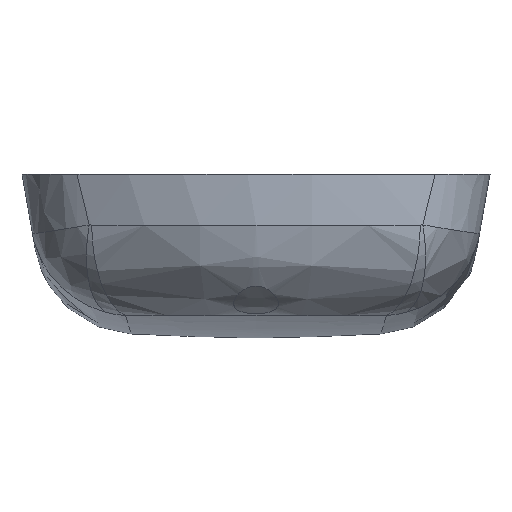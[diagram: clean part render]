
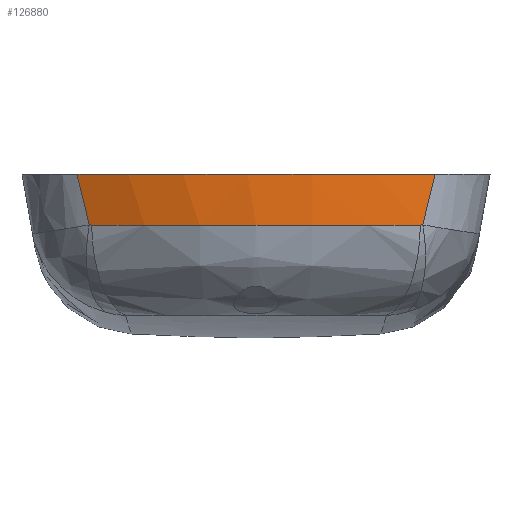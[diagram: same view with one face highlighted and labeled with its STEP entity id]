
A CAD part, left-side view. The second image highlights one B-rep face of the part: STEP entity #126880.
In plain terms, the highlighted conical face has half-angle 1 degrees and reference radius 79.956 mm.
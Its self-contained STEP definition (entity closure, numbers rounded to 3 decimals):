
#1428 = CARTESIAN_POINT ( 'NONE',  ( -75.84, 26.179, 10.5 ) ) ;
#2719 = EDGE_CURVE ( 'NONE', #64878, #17672, #38286, .T. ) ;
#4109 = CARTESIAN_POINT ( 'NONE',  ( -70.212, 38.252, 10.5 ) ) ;
#4156 = CARTESIAN_POINT ( 'NONE',  ( -71.446, -35.469, -0.379 ) ) ;
#4347 = ORIENTED_EDGE ( 'NONE', *, *, #31697, .F. ) ;
#7758 = AXIS2_PLACEMENT_3D ( 'NONE', #101877, #91340, #94103 ) ;
#11920 = CARTESIAN_POINT ( 'NONE',  ( -79.956, 6.648, 10.5 ) ) ;
#12616 = CARTESIAN_POINT ( 'NONE',  ( -70.212, 38.252, 10.5 ) ) ;
#15477 = CARTESIAN_POINT ( 'NONE',  ( -70.212, 38.252, 10.5 ) ) ;
#15855 = B_SPLINE_CURVE_WITH_KNOTS ( 'NONE', 3,
 ( #65295, #44916, #99687, #108821, #108135, #11920, #97592, #1428, #44213, #12616 ),
 .UNSPECIFIED., .F., .F.,
 ( 4, 2, 2, 2, 4 ),
 ( 0., 0.25, 0.5, 0.75, 1. ),
 .UNSPECIFIED. ) ;
#17672 = VERTEX_POINT ( 'NONE', #130397 ) ;
#22487 = VERTEX_POINT ( 'NONE', #15477 ) ;
#31015 = AXIS2_PLACEMENT_3D ( 'NONE', #42230, #106858, #105493 ) ;
#31697 = EDGE_CURVE ( 'NONE', #47870, #64878, #55370, .T. ) ;
#33405 = VERTEX_POINT ( 'NONE', #122911 ) ;
#33475 = CARTESIAN_POINT ( 'NONE',  ( -70.212, -38.252, 10.5 ) ) ;
#38286 = B_SPLINE_CURVE_WITH_KNOTS ( 'NONE', 3,
 ( #111534, #4156, #77852, #47631 ),
 .UNSPECIFIED., .F., .F.,
 ( 4, 4 ),
 ( 0., 1. ),
 .UNSPECIFIED. ) ;
#41745 = CARTESIAN_POINT ( 'NONE',  ( -71.359, -35.645, -0.35 ) ) ;
#42230 = CARTESIAN_POINT ( 'NONE',  ( 0., 0., 10.5 ) ) ;
#44213 = CARTESIAN_POINT ( 'NONE',  ( -73.392, 32.414, 10.5 ) ) ;
#44916 = CARTESIAN_POINT ( 'NONE',  ( -73.392, -32.414, 10.5 ) ) ;
#46185 = EDGE_LOOP ( 'NONE', ( #59438, #4347, #108221, #60562, #69386, #82953 ) ) ;
#46199 = CARTESIAN_POINT ( 'NONE',  ( -71.359, 35.645, -0.35 ) ) ;
#47631 = CARTESIAN_POINT ( 'NONE',  ( -71.624, -35.108, -0.394 ) ) ;
#47870 = VERTEX_POINT ( 'NONE', #33475 ) ;
#55370 = B_SPLINE_CURVE_WITH_KNOTS ( 'NONE', 3,
 ( #105666, #104277, #94439, #81814 ),
 .UNSPECIFIED., .F., .F.,
 ( 4, 4 ),
 ( 0., 1. ),
 .UNSPECIFIED. ) ;
#58523 = EDGE_CURVE ( 'NONE', #138360, #17672, #88530, .T. ) ;
#58815 = CARTESIAN_POINT ( 'NONE',  ( -70.608, 37.393, 6.925 ) ) ;
#59438 = ORIENTED_EDGE ( 'NONE', *, *, #2719, .F. ) ;
#60562 = ORIENTED_EDGE ( 'NONE', *, *, #94534, .F. ) ;
#64878 = VERTEX_POINT ( 'NONE', #41745 ) ;
#65295 = CARTESIAN_POINT ( 'NONE',  ( -70.212, -38.252, 10.5 ) ) ;
#67871 = CARTESIAN_POINT ( 'NONE',  ( -71.446, 35.468, -0.379 ) ) ;
#67961 = CARTESIAN_POINT ( 'NONE',  ( -70.991, 36.524, 3.307 ) ) ;
#69386 = ORIENTED_EDGE ( 'NONE', *, *, #126389, .F. ) ;
#73744 = B_SPLINE_CURVE_WITH_KNOTS ( 'NONE', 3,
 ( #46199, #67961, #58815, #4109 ),
 .UNSPECIFIED., .F., .F.,
 ( 4, 4 ),
 ( 0., 1. ),
 .UNSPECIFIED. ) ;
#77852 = CARTESIAN_POINT ( 'NONE',  ( -71.535, -35.29, -0.394 ) ) ;
#81814 = CARTESIAN_POINT ( 'NONE',  ( -71.359, -35.645, -0.35 ) ) ;
#82953 = ORIENTED_EDGE ( 'NONE', *, *, #58523, .T. ) ;
#85774 = FACE_OUTER_BOUND ( 'NONE', #46185, .T. ) ;
#88530 = CIRCLE ( 'NONE', #7758, 79.765 ) ;
#88955 = CARTESIAN_POINT ( 'NONE',  ( -71.535, 35.288, -0.394 ) ) ;
#91340 = DIRECTION ( 'NONE',  ( 0., 0., 1. ) ) ;
#92843 = B_SPLINE_CURVE_WITH_KNOTS ( 'NONE', 3,
 ( #122627, #88955, #67871, #110017 ),
 .UNSPECIFIED., .F., .F.,
 ( 4, 4 ),
 ( 0., 1. ),
 .UNSPECIFIED. ) ;
#94103 = DIRECTION ( 'NONE',  ( 1., 0., 0. ) ) ;
#94439 = CARTESIAN_POINT ( 'NONE',  ( -70.991, -36.524, 3.307 ) ) ;
#94534 = EDGE_CURVE ( 'NONE', #33405, #22487, #73744, .T. ) ;
#97592 = CARTESIAN_POINT ( 'NONE',  ( -79.122, 13.295, 10.5 ) ) ;
#99687 = CARTESIAN_POINT ( 'NONE',  ( -75.84, -26.179, 10.5 ) ) ;
#100622 = CONICAL_SURFACE ( 'NONE', #31015, 79.956, 0.017 ) ;
#101877 = CARTESIAN_POINT ( 'NONE',  ( 0., 0., -0.394 ) ) ;
#104277 = CARTESIAN_POINT ( 'NONE',  ( -70.608, -37.393, 6.925 ) ) ;
#105493 = DIRECTION ( 'NONE',  ( 1., 0., 0. ) ) ;
#105666 = CARTESIAN_POINT ( 'NONE',  ( -70.212, -38.252, 10.5 ) ) ;
#106858 = DIRECTION ( 'NONE',  ( 0., 0., 1. ) ) ;
#108135 = CARTESIAN_POINT ( 'NONE',  ( -79.956, -6.648, 10.5 ) ) ;
#108221 = ORIENTED_EDGE ( 'NONE', *, *, #132354, .T. ) ;
#108360 = CARTESIAN_POINT ( 'NONE',  ( -71.624, 35.108, -0.394 ) ) ;
#108821 = CARTESIAN_POINT ( 'NONE',  ( -79.122, -13.295, 10.5 ) ) ;
#110017 = CARTESIAN_POINT ( 'NONE',  ( -71.359, 35.645, -0.35 ) ) ;
#111534 = CARTESIAN_POINT ( 'NONE',  ( -71.359, -35.645, -0.35 ) ) ;
#122627 = CARTESIAN_POINT ( 'NONE',  ( -71.624, 35.108, -0.394 ) ) ;
#122911 = CARTESIAN_POINT ( 'NONE',  ( -71.359, 35.645, -0.35 ) ) ;
#126389 = EDGE_CURVE ( 'NONE', #138360, #33405, #92843, .T. ) ;
#126880 = ADVANCED_FACE ( 'NONE', ( #85774 ), #100622, .T. ) ;
#130397 = CARTESIAN_POINT ( 'NONE',  ( -71.624, -35.108, -0.394 ) ) ;
#132354 = EDGE_CURVE ( 'NONE', #47870, #22487, #15855, .T. ) ;
#138360 = VERTEX_POINT ( 'NONE', #108360 ) ;
